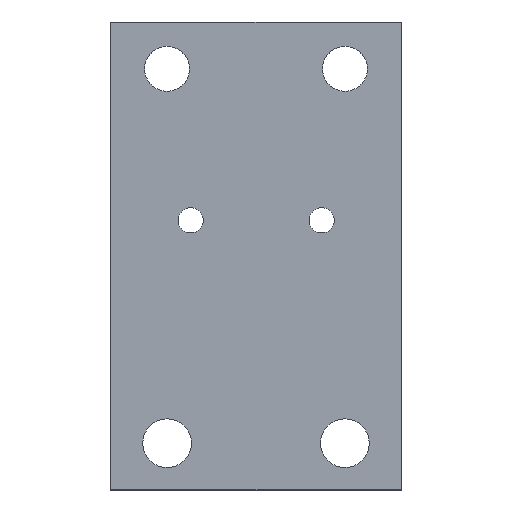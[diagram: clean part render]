
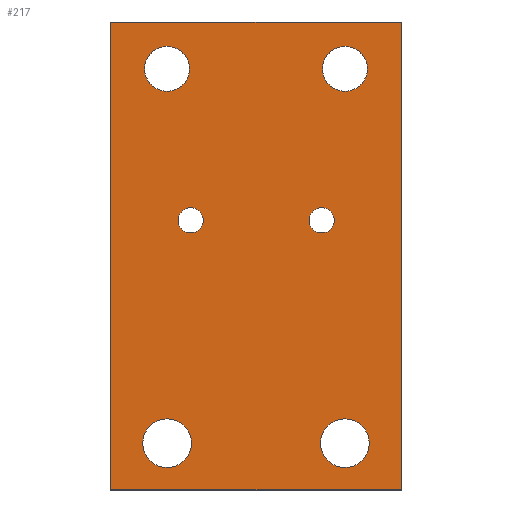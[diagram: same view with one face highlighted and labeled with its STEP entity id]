
A CAD part, top view. The second image highlights one B-rep face of the part: STEP entity #217.
In plain terms, the highlighted planar face has unit normal (0, 0, 1).
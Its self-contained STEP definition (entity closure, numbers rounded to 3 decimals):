
#100 = VERTEX_POINT('',#101);
#101 = CARTESIAN_POINT('',(-76.487,171.207,-147.749));
#108 = EDGE_CURVE('',#100,#100,#109,.T.);
#109 = CIRCLE('',#110,1.35);
#110 = AXIS2_PLACEMENT_3D('',#111,#112,#113);
#111 = CARTESIAN_POINT('',(-77.837,171.207,-147.749));
#112 = DIRECTION('',(0.,0.,-1.));
#113 = DIRECTION('',(1.,0.,0.));
#217 = ADVANCED_FACE('',(#218,#252,#263,#274,#285,#296,#299),#310,.T.);
#218 = FACE_BOUND('',#219,.F.);
#219 = EDGE_LOOP('',(#220,#230,#238,#246));
#220 = ORIENTED_EDGE('',*,*,#221,.T.);
#221 = EDGE_CURVE('',#222,#224,#226,.T.);
#222 = VERTEX_POINT('',#223);
#223 = CARTESIAN_POINT('',(-55.358,142.398,-147.749));
#224 = VERTEX_POINT('',#225);
#225 = CARTESIAN_POINT('',(-86.358,142.398,-147.749));
#226 = LINE('',#227,#228);
#227 = CARTESIAN_POINT('',(-55.358,142.398,-147.749));
#228 = VECTOR('',#229,1.);
#229 = DIRECTION('',(-1.,0.,0.));
#230 = ORIENTED_EDGE('',*,*,#231,.T.);
#231 = EDGE_CURVE('',#224,#232,#234,.T.);
#232 = VERTEX_POINT('',#233);
#233 = CARTESIAN_POINT('',(-86.358,192.398,-147.749));
#234 = LINE('',#235,#236);
#235 = CARTESIAN_POINT('',(-86.358,142.398,-147.749));
#236 = VECTOR('',#237,1.);
#237 = DIRECTION('',(0.,1.,0.));
#238 = ORIENTED_EDGE('',*,*,#239,.T.);
#239 = EDGE_CURVE('',#232,#240,#242,.T.);
#240 = VERTEX_POINT('',#241);
#241 = CARTESIAN_POINT('',(-55.358,192.398,-147.749));
#242 = LINE('',#243,#244);
#243 = CARTESIAN_POINT('',(-86.358,192.398,-147.749));
#244 = VECTOR('',#245,1.);
#245 = DIRECTION('',(1.,0.,0.));
#246 = ORIENTED_EDGE('',*,*,#247,.T.);
#247 = EDGE_CURVE('',#240,#222,#248,.T.);
#248 = LINE('',#249,#250);
#249 = CARTESIAN_POINT('',(-55.358,192.398,-147.749));
#250 = VECTOR('',#251,1.);
#251 = DIRECTION('',(0.,-1.,0.));
#252 = FACE_BOUND('',#253,.T.);
#253 = EDGE_LOOP('',(#254));
#254 = ORIENTED_EDGE('',*,*,#255,.T.);
#255 = EDGE_CURVE('',#256,#256,#258,.T.);
#256 = VERTEX_POINT('',#257);
#257 = CARTESIAN_POINT('',(-58.758,147.398,-147.749));
#258 = CIRCLE('',#259,2.6);
#259 = AXIS2_PLACEMENT_3D('',#260,#261,#262);
#260 = CARTESIAN_POINT('',(-61.358,147.398,-147.749));
#261 = DIRECTION('',(0.,0.,-1.));
#262 = DIRECTION('',(1.,0.,0.));
#263 = FACE_BOUND('',#264,.T.);
#264 = EDGE_LOOP('',(#265));
#265 = ORIENTED_EDGE('',*,*,#266,.T.);
#266 = EDGE_CURVE('',#267,#267,#269,.T.);
#267 = VERTEX_POINT('',#268);
#268 = CARTESIAN_POINT('',(-77.758,147.398,-147.749));
#269 = CIRCLE('',#270,2.6);
#270 = AXIS2_PLACEMENT_3D('',#271,#272,#273);
#271 = CARTESIAN_POINT('',(-80.358,147.398,-147.749));
#272 = DIRECTION('',(0.,0.,-1.));
#273 = DIRECTION('',(1.,0.,0.));
#274 = FACE_BOUND('',#275,.T.);
#275 = EDGE_LOOP('',(#276));
#276 = ORIENTED_EDGE('',*,*,#277,.T.);
#277 = EDGE_CURVE('',#278,#278,#280,.T.);
#278 = VERTEX_POINT('',#279);
#279 = CARTESIAN_POINT('',(-77.958,187.398,-147.749));
#280 = CIRCLE('',#281,2.4);
#281 = AXIS2_PLACEMENT_3D('',#282,#283,#284);
#282 = CARTESIAN_POINT('',(-80.358,187.398,-147.749));
#283 = DIRECTION('',(0.,0.,-1.));
#284 = DIRECTION('',(1.,0.,0.));
#285 = FACE_BOUND('',#286,.T.);
#286 = EDGE_LOOP('',(#287));
#287 = ORIENTED_EDGE('',*,*,#288,.T.);
#288 = EDGE_CURVE('',#289,#289,#291,.T.);
#289 = VERTEX_POINT('',#290);
#290 = CARTESIAN_POINT('',(-58.958,187.398,
    -147.749));
#291 = CIRCLE('',#292,2.4);
#292 = AXIS2_PLACEMENT_3D('',#293,#294,#295);
#293 = CARTESIAN_POINT('',(-61.358,187.398,
    -147.749));
#294 = DIRECTION('',(0.,0.,-1.));
#295 = DIRECTION('',(1.,0.,0.));
#296 = FACE_BOUND('',#297,.T.);
#297 = EDGE_LOOP('',(#298));
#298 = ORIENTED_EDGE('',*,*,#108,.T.);
#299 = FACE_BOUND('',#300,.T.);
#300 = EDGE_LOOP('',(#301));
#301 = ORIENTED_EDGE('',*,*,#302,.T.);
#302 = EDGE_CURVE('',#303,#303,#305,.T.);
#303 = VERTEX_POINT('',#304);
#304 = CARTESIAN_POINT('',(-62.487,171.207,-147.749));
#305 = CIRCLE('',#306,1.35);
#306 = AXIS2_PLACEMENT_3D('',#307,#308,#309);
#307 = CARTESIAN_POINT('',(-63.837,171.207,-147.749));
#308 = DIRECTION('',(0.,0.,-1.));
#309 = DIRECTION('',(1.,0.,0.));
#310 = PLANE('',#311);
#311 = AXIS2_PLACEMENT_3D('',#312,#313,#314);
#312 = CARTESIAN_POINT('',(-70.857,167.45,
    -147.749));
#313 = DIRECTION('',(0.,0.,1.));
#314 = DIRECTION('',(1.,0.,0.));
